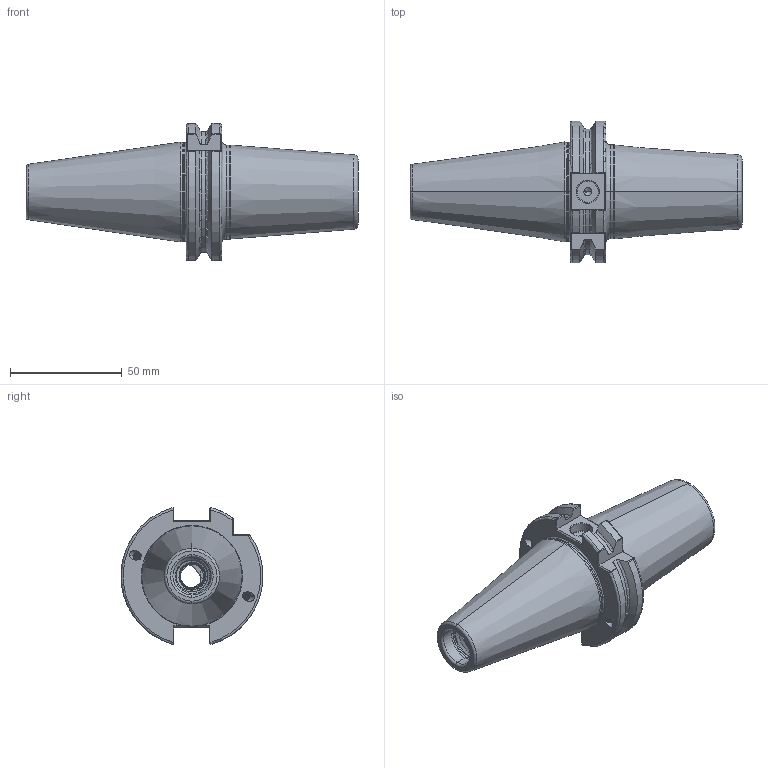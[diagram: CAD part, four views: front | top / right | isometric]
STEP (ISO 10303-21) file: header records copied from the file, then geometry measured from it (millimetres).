
FILE_DESCRIPTION (( 'STEP AP203' ), '1' );
FILE_NAME ('403.70.18.STEP', '2016-11-14T10:30:02', ( '' ), ( '' ), 'SwSTEP 2.0', 'SolidWorks 2012', '' );
FILE_SCHEMA (( 'CONFIG_CONTROL_DESIGN' ));
Length unit declared in the file: millimetre
Products named in the file (1): 403.70.18
Bounding box: 148.4 x 63.39 x 61.24 mm (x, y, z)
Volume: 152499.3 mm3; surface area: 32835.8 mm2
Topology: 1 solids, 1 shells, 280 faces, 763 edges, 477 vertices
Faces by surface type: cylinder 146, plane 46, cone 37, torus 34, bspline 17
Entity records: 17220 total; most frequent: CARTESIAN_POINT 10965, ORIENTED_EDGE 1498, DIRECTION 1087, EDGE_CURVE 749, VERTEX_POINT 477, AXIS2_PLACEMENT_3D 421, EDGE_LOOP 296, FACE_OUTER_BOUND 280
